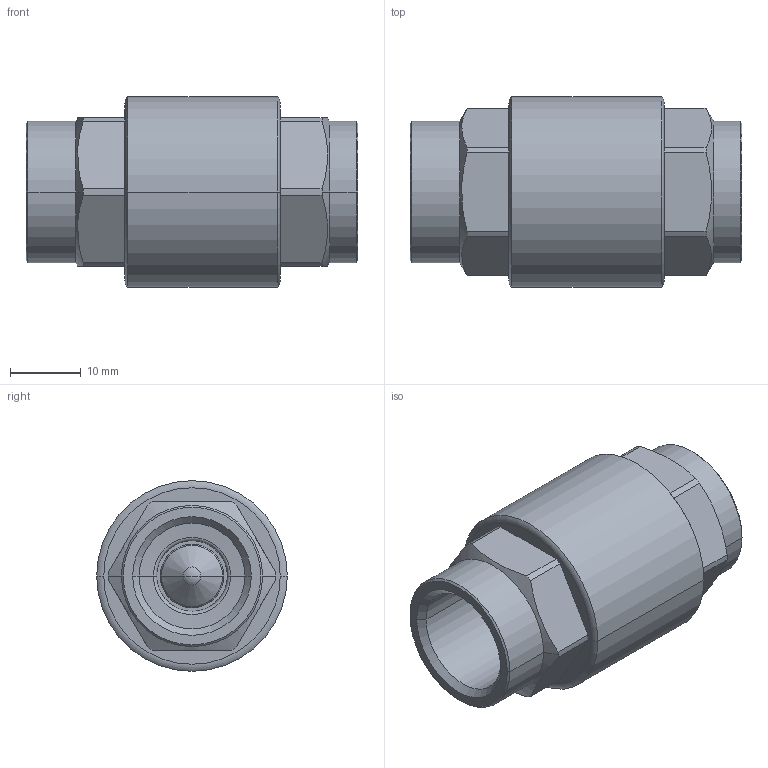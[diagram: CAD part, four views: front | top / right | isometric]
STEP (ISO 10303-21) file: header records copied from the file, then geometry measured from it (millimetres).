
FILE_DESCRIPTION(('Creo Elements/Direct Modeling STEP Export'),'2;1');
FILE_NAME('10000003.stp','2021-05-18T14:11:01',(''),(''),'Creo Elements/Direct Modeling STEP processor for AP214 (Solid Model)','Creo Elements/Direct Modeling 20.1D 10-Oct-2020 (C) Parametric Technology GmbH','');
FILE_SCHEMA(('AUTOMOTIVE_DESIGN { 1 0 10303 214 1 1 1 1 }'));
Length unit declared in the file: millimetre
Products named in the file (1): 10000003
Bounding box: 47 x 27 x 27 mm (x, y, z)
Volume: 16015 mm3; surface area: 6215.7 mm2
Topology: 1 solids, 1 shells, 97 faces, 235 edges, 144 vertices
Faces by surface type: cylinder 28, cone 24, plane 23, torus 12, bspline 8, sphere 2
Entity records: 5459 total; most frequent: CARTESIAN_POINT 3252, ORIENTED_EDGE 466, DIRECTION 384, EDGE_CURVE 233, AXIS2_PLACEMENT_3D 156, VERTEX_POINT 144, EDGE_LOOP 103, FACE_OUTER_BOUND 97
